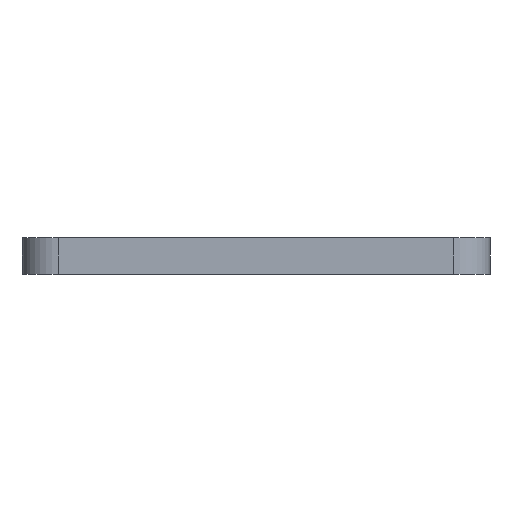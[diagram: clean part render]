
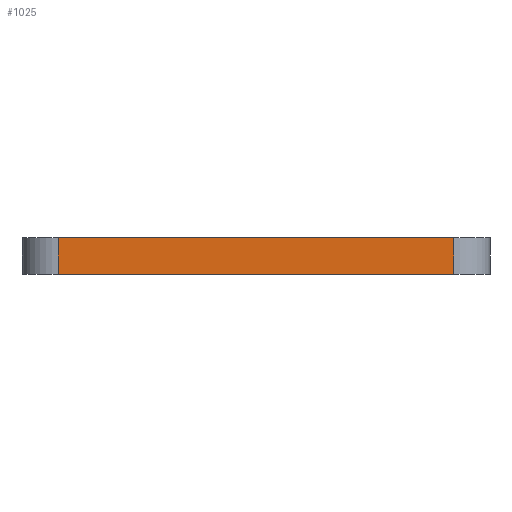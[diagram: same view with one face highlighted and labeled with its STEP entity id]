
A CAD part, front view. The second image highlights one B-rep face of the part: STEP entity #1025.
In plain terms, the highlighted planar face has unit normal (0, -1, 0).
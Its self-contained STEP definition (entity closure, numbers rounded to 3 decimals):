
#27=PLANE('',#1131);
#53=FACE_OUTER_BOUND('',#112,.T.);
#112=EDGE_LOOP('',(#743,#744,#745,#746));
#180=LINE('',#1589,#276);
#194=LINE('',#1656,#290);
#195=LINE('',#1659,#291);
#196=LINE('',#1660,#292);
#276=VECTOR('',#1254,10.);
#290=VECTOR('',#1310,10.);
#291=VECTOR('',#1313,10.);
#292=VECTOR('',#1314,10.);
#442=VERTEX_POINT('',#1586);
#443=VERTEX_POINT('',#1588);
#474=VERTEX_POINT('',#1652);
#476=VERTEX_POINT('',#1658);
#548=EDGE_CURVE('',#442,#443,#180,.T.);
#582=EDGE_CURVE('',#443,#474,#194,.T.);
#583=EDGE_CURVE('',#476,#442,#195,.T.);
#584=EDGE_CURVE('',#476,#474,#196,.T.);
#743=ORIENTED_EDGE('',*,*,#582,.F.);
#744=ORIENTED_EDGE('',*,*,#548,.F.);
#745=ORIENTED_EDGE('',*,*,#583,.F.);
#746=ORIENTED_EDGE('',*,*,#584,.T.);
#1025=ADVANCED_FACE('',(#53),#27,.T.);
#1131=AXIS2_PLACEMENT_3D('',#1657,#1311,#1312);
#1254=DIRECTION('',(-1.,0.,0.));
#1310=DIRECTION('',(0.,0.,1.));
#1311=DIRECTION('center_axis',(0.,-1.,0.));
#1312=DIRECTION('ref_axis',(0.,0.,-1.));
#1313=DIRECTION('',(0.,0.,-1.));
#1314=DIRECTION('',(-1.,0.,0.));
#1586=CARTESIAN_POINT('',(10.9,-43.1,0.));
#1588=CARTESIAN_POINT('',(-10.9,-43.1,0.));
#1589=CARTESIAN_POINT('',(12.9,-43.1,0.));
#1652=CARTESIAN_POINT('',(-10.9,-43.1,2.));
#1656=CARTESIAN_POINT('',(-10.9,-43.1,0.));
#1657=CARTESIAN_POINT('Origin',(12.9,-43.1,0.));
#1658=CARTESIAN_POINT('',(10.9,-43.1,2.));
#1659=CARTESIAN_POINT('',(10.9,-43.1,0.));
#1660=CARTESIAN_POINT('',(12.9,-43.1,2.));
